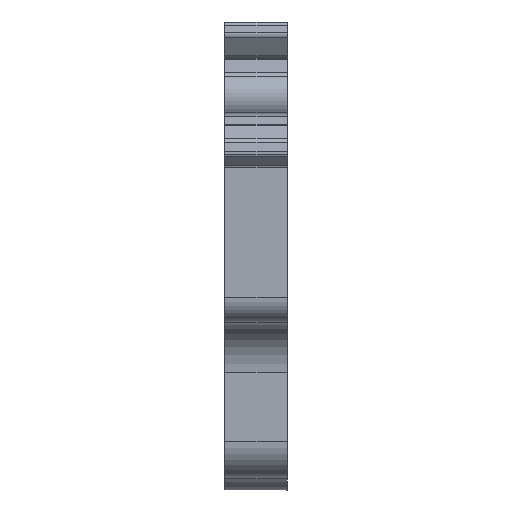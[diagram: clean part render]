
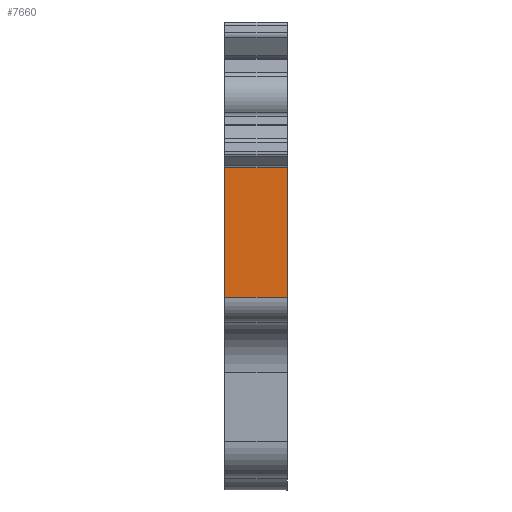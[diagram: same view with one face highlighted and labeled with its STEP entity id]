
A CAD part, left-side view. The second image highlights one B-rep face of the part: STEP entity #7660.
In plain terms, the highlighted face is planar.
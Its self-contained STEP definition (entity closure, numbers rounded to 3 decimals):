
#357 = VERTEX_POINT ( 'NONE', #1943 ) ;
#369 = AXIS2_PLACEMENT_3D ( 'NONE', #1296, #1808, #4101 ) ;
#496 = LINE ( 'NONE', #1524, #8007 ) ;
#1296 = CARTESIAN_POINT ( 'NONE',  ( 0.05, 19.823, 18.944 ) ) ;
#1335 = EDGE_CURVE ( 'NONE', #357, #7701, #2157, .T. ) ;
#1441 = LINE ( 'NONE', #5802, #2585 ) ;
#1524 = CARTESIAN_POINT ( 'NONE',  ( 0., 19.823, 7.843 ) ) ;
#1566 = VECTOR ( 'NONE', #9131, 1000. ) ;
#1633 = EDGE_LOOP ( 'NONE', ( #6677, #2988, #5892, #3084 ) ) ;
#1808 = DIRECTION ( 'NONE',  ( 0., 1., 0. ) ) ;
#1899 = PLANE ( 'NONE',  #369 ) ;
#1936 = VERTEX_POINT ( 'NONE', #4726 ) ;
#1943 = CARTESIAN_POINT ( 'NONE',  ( 0., 19.823, 7.843 ) ) ;
#2157 = LINE ( 'NONE', #4956, #1566 ) ;
#2171 = CARTESIAN_POINT ( 'NONE',  ( 0., 19.823, 18.197 ) ) ;
#2585 = VECTOR ( 'NONE', #5761, 1000. ) ;
#2745 = EDGE_CURVE ( 'NONE', #357, #2799, #496, .T. ) ;
#2799 = VERTEX_POINT ( 'NONE', #2171 ) ;
#2861 = DIRECTION ( 'NONE',  ( 0., 0., 1. ) ) ;
#2988 = ORIENTED_EDGE ( 'NONE', *, *, #4284, .F. ) ;
#3084 = ORIENTED_EDGE ( 'NONE', *, *, #2745, .T. ) ;
#3185 = DIRECTION ( 'NONE',  ( 1., 0., 0. ) ) ;
#3711 = EDGE_CURVE ( 'NONE', #2799, #1936, #3861, .T. ) ;
#3861 = LINE ( 'NONE', #6674, #5217 ) ;
#4101 = DIRECTION ( 'NONE',  ( 0., 0., 1. ) ) ;
#4284 = EDGE_CURVE ( 'NONE', #7701, #1936, #1441, .T. ) ;
#4726 = CARTESIAN_POINT ( 'NONE',  ( 5., 19.823, 18.197 ) ) ;
#4956 = CARTESIAN_POINT ( 'NONE',  ( 0.05, 19.823, 7.843 ) ) ;
#5217 = VECTOR ( 'NONE', #3185, 1000. ) ;
#5293 = CARTESIAN_POINT ( 'NONE',  ( 5., 19.823, 7.843 ) ) ;
#5761 = DIRECTION ( 'NONE',  ( 0., 0., 1. ) ) ;
#5802 = CARTESIAN_POINT ( 'NONE',  ( 5., 19.823, 18.944 ) ) ;
#5892 = ORIENTED_EDGE ( 'NONE', *, *, #1335, .F. ) ;
#6081 = FACE_OUTER_BOUND ( 'NONE', #1633, .T. ) ;
#6674 = CARTESIAN_POINT ( 'NONE',  ( -68.004, 19.823, 18.197 ) ) ;
#6677 = ORIENTED_EDGE ( 'NONE', *, *, #3711, .T. ) ;
#7660 = ADVANCED_FACE ( 'NONE', ( #6081 ), #1899, .T. ) ;
#7701 = VERTEX_POINT ( 'NONE', #5293 ) ;
#8007 = VECTOR ( 'NONE', #2861, 1000. ) ;
#9131 = DIRECTION ( 'NONE',  ( 1., 0., 0. ) ) ;
